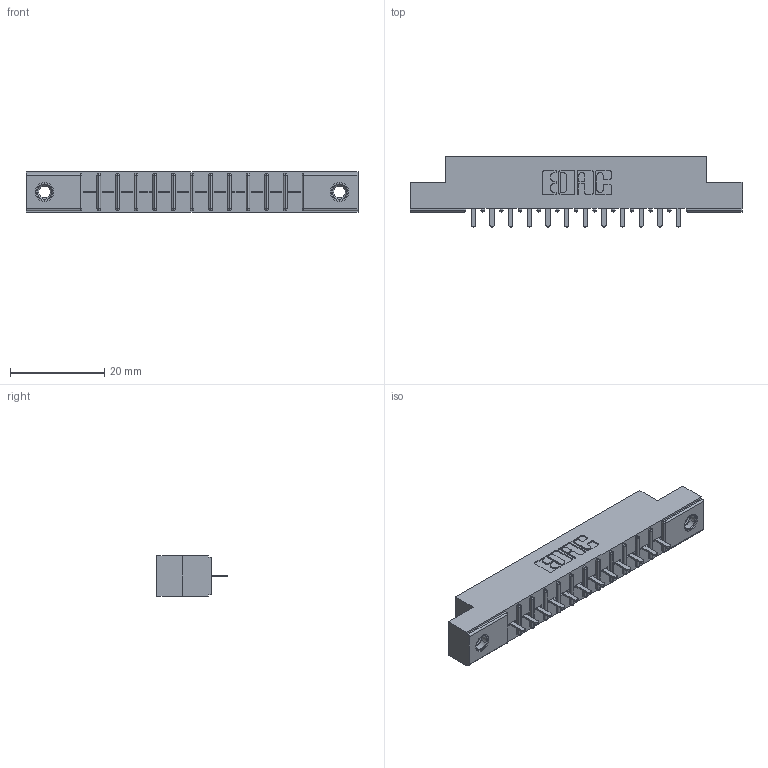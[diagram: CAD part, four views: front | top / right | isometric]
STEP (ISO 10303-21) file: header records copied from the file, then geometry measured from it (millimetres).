
FILE_DESCRIPTION (( 'STEP AP203' ), '1' );
FILE_NAME ('356-012-521-107.STEP', '2018-08-01T18:54:56', ( '' ), ( '' ), 'SwSTEP 2.0', 'SolidWorks 2016', '' );
FILE_SCHEMA (( 'CONFIG_CONTROL_DESIGN' ));
Length unit declared in the file: inch
Products named in the file (4): 306-290-001_121; 345-250-001_345-250-005-103; 356-012-521-107; 306 Part_.156 Dia
Assembly tree (15 placements, depth 2):
  356-012-521-107
    306 Part_.156 Dia
    306-290-001_121  x12
    345-250-001_345-250-005-103  x2
Bounding box: 70.56 x 14.88 x 8.71 mm (x, y, z)
Volume: 4748.8 mm3; surface area: 6671.2 mm2
Topology: 15 solids, 15 shells, 1016 faces, 2816 edges, 1804 vertices
Faces by surface type: plane 664, cylinder 288, sphere 48, cone 12, torus 4
Entity records: 16218 total; most frequent: CARTESIAN_POINT 2698, DIRECTION 2672, ORIENTED_EDGE 2664, EDGE_CURVE 1332, LINE 1024, VECTOR 1024, VERTEX_POINT 850, AXIS2_PLACEMENT_3D 824
